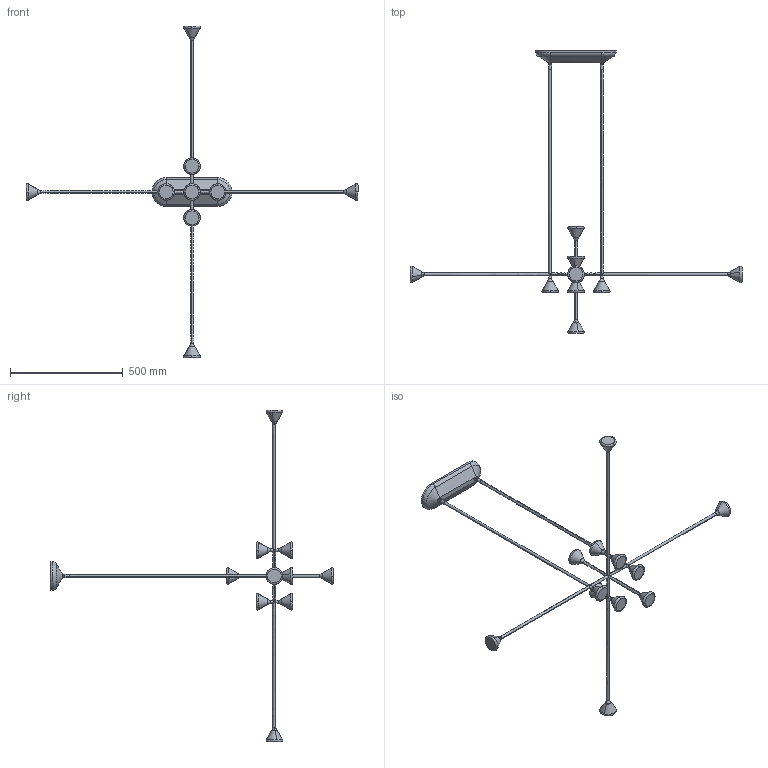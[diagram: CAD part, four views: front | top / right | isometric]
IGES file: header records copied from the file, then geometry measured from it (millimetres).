
Start section: SolidWorks IGES file using analytic representation for surfaces
Global section: file name: APLOC12 - Apollo - Chandelier - 12 Lights.IGS; native system: SolidWorks 2020; preprocessor: SolidWorks 2020; author: Design; date: 201030.132723; units: millimetre
Bounding box: 1470.51 x 1253.07 x 1470.51 mm (x, y, z)
Volume: 3557211.1 mm3; surface area: 466288.6 mm2
Topology: 1 solids, 1 shells, 254 faces, 597 edges, 379 vertices
Faces by surface type: revolution 154, plane 56, bspline 44
